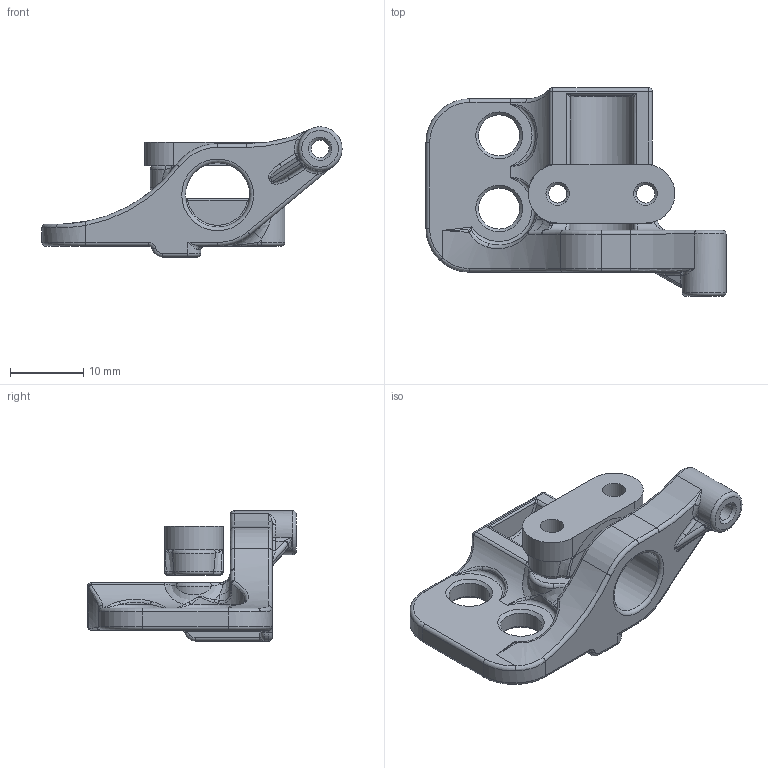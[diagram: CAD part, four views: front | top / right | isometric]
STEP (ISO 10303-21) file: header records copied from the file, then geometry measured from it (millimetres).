
FILE_DESCRIPTION(/* description */ (''),/* implementation_level */ '2;1');
FILE_NAME(/* name */ 'MP_DooKi3_SLM_Z_Maxwell_Rear_V5.step',/* time_stamp */ '2024-10-29T10:58:04-04:00',/* author */ (''),/* organization */ (''),/* preprocessor_version */ 'ST-DEVELOPER v20',/* originating_system */ 'Autodesk Translation Framework v13.20.0.188',/* authorisation */ '');
FILE_SCHEMA (('AUTOMOTIVE_DESIGN { 1 0 10303 214 3 1 1 }'));
Length unit declared in the file: millimetre
Products named in the file (4): MP_DooKi3_SLM_Z_Maxwell_Rear_V5; MP_DooKi3_SLM_Z_Maxwell_Clamp_V3; MP_DooKi3_SLM_Z_Maxwell_Mount_Rear_V5; MP_DooKi3_SLM_Z_Maxwell_ClampPlate_V3
Assembly tree (3 placements, depth 2):
  MP_DooKi3_SLM_Z_Maxwell_Rear_V5
    MP_DooKi3_SLM_Z_Maxwell_Clamp_V3
    MP_DooKi3_SLM_Z_Maxwell_Mount_Rear_V5
    MP_DooKi3_SLM_Z_Maxwell_ClampPlate_V3
Bounding box: 41 x 28.5 x 17.8 mm (x, y, z)
Volume: 4337.7 mm3; surface area: 3817 mm2
Topology: 3 solids, 3 shells, 315 faces, 758 edges, 418 vertices
Faces by surface type: bspline 116, cylinder 87, torus 57, plane 32, cone 14, sphere 9
Full cylindrical faces by diameter (mm): 2.4 x1, 2.5 x2, 3.2 x2, 3.6 x2, 5.6 x2, 6 x1, 8.8 x1
Entity records: 12059 total; most frequent: CARTESIAN_POINT 5323, ORIENTED_EDGE 1464, DIRECTION 1268, EDGE_CURVE 732, AXIS2_PLACEMENT_3D 544, VERTEX_POINT 418, EDGE_LOOP 330, CIRCLE 323
